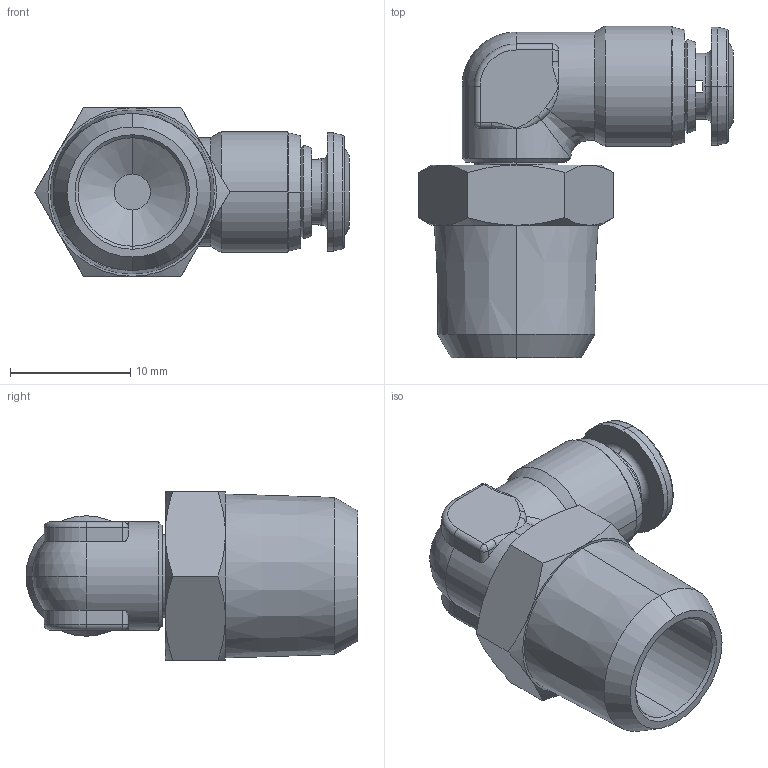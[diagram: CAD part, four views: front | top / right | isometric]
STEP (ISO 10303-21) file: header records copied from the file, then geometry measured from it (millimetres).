
FILE_DESCRIPTION (( 'STEP AP214' ), '1' );
FILE_NAME ('6011000002.step', '2012-10-16T16:32:05', ( '' ), ( '' ), 'SwSTEP 2.0', 'SolidWorks 2012', '' );
FILE_SCHEMA (( 'AUTOMOTIVE_DESIGN' ));
Length unit declared in the file: millimetre
Products named in the file (1): 6011000002
Bounding box: 26.08 x 27.55 x 14 mm (x, y, z)
Volume: 2970.5 mm3; surface area: 2299.5 mm2
Topology: 1 solids, 1 shells, 138 faces, 316 edges, 176 vertices
Faces by surface type: cone 40, cylinder 37, plane 34, torus 12, bspline 9, sphere 6
Entity records: 5723 total; most frequent: CARTESIAN_POINT 1162, DIRECTION 666, ORIENTED_EDGE 608, EDGE_CURVE 304, AXIS2_PLACEMENT_3D 282, VERTEX_POINT 176, CIRCLE 152, EDGE_LOOP 150
